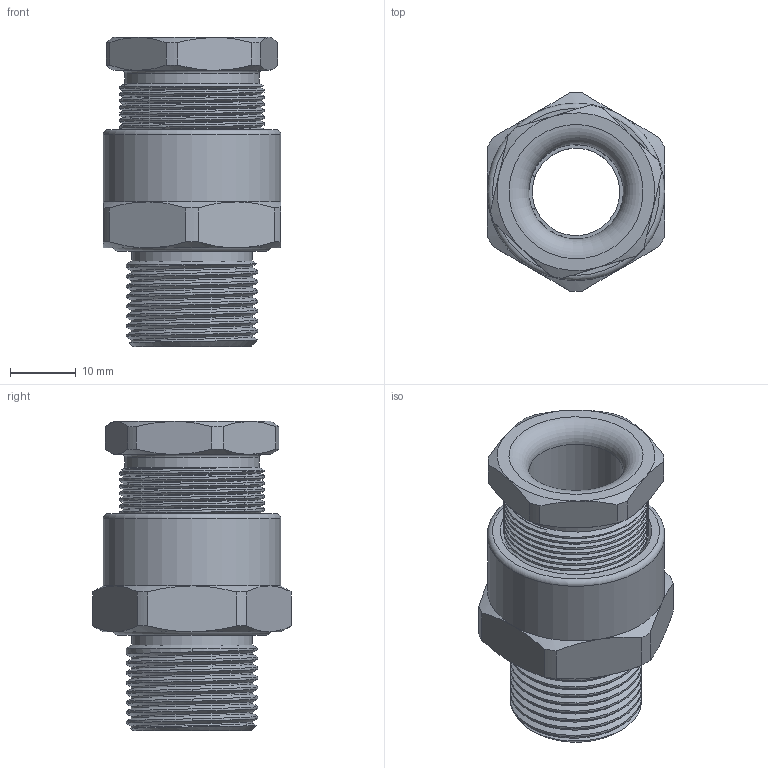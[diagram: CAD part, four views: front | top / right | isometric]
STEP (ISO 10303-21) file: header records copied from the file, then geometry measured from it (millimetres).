
FILE_DESCRIPTION(('HOOPS Exchange Step'),'2;1');
FILE_NAME('m20-c1-15mm-e204-622-conversion.step','2025-03-19T14:47:09+00:00',('root'),('Unknown organisation'),'HOOPS Exchange 2024.3','HOOPS Exchange','Unknown authorisation');
FILE_SCHEMA( ('AP242_MANAGED_MODEL_BASED_3D_ENGINEERING_MIM_LF {1 0 10303 442 1 1 4 }') );
Length unit declared in the file: millimetre
Products named in the file (2): Default; m20-c1-15mm-e204-622-step
Assembly tree (1 placements, depth 2):
  m20-c1-15mm-e204-622-step
    Default
Bounding box: 27 x 30.17 x 47 mm (x, y, z)
Volume: 12744.6 mm3; surface area: 11678.8 mm2
Topology: 5 solids, 5 shells, 467 faces, 1246 edges, 822 vertices
Faces by surface type: extrusion 163, plane 162, cylinder 94, cone 35, torus 7, bspline 6
Full cylindrical faces by diameter (mm): 13.3 x1, 14.4 x2, 14.8 x1, 18.3 x1, 18.5 x8, 20 x7, 20.5 x1, 20.623 x1, 20.8 x2, 21 x23, 22 x23, 27 x1
Entity records: 48908 total; most frequent: CARTESIAN_POINT 37998, ORIENTED_EDGE 2492, DIRECTION 1665, EDGE_CURVE 1246, VERTEX_POINT 822, VECTOR 761, LINE 598, B_SPLINE_CURVE_WITH_KNOTS 550
